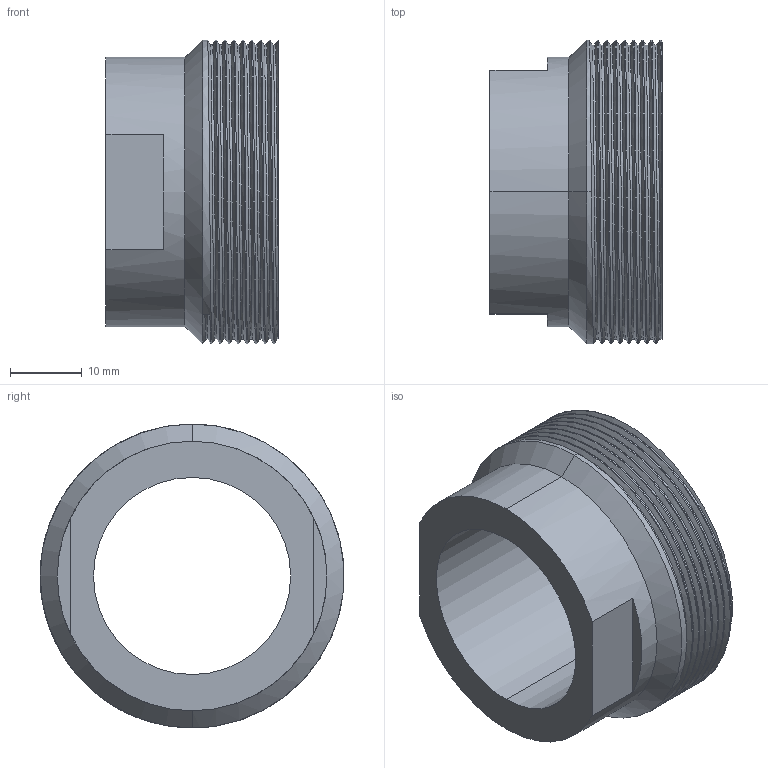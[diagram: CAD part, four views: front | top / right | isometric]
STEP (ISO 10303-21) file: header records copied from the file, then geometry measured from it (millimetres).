
FILE_DESCRIPTION (( 'STEP AP203' ), '1' );
FILE_NAME ('3D_R9366_20_17112320.STEP', '2024-08-20T07:20:19', ( '' ), ( '' ), 'SwSTEP 2.0', 'SolidWorks 2024', '' );
FILE_SCHEMA (( 'CONFIG_CONTROL_DESIGN' ));
Length unit declared in the file: millimetre
Products named in the file (1): 3D_R9366_20_17112320
Bounding box: 24 x 42.37 x 42.4 mm (x, y, z)
Volume: 15114.3 mm3; surface area: 7281.5 mm2
Topology: 1 solids, 1 shells, 34 faces, 92 edges, 60 vertices
Faces by surface type: cylinder 22, plane 7, bspline 3, cone 2
Entity records: 2756 total; most frequent: CARTESIAN_POINT 1943, ORIENTED_EDGE 184, DIRECTION 127, EDGE_CURVE 92, VERTEX_POINT 60, AXIS2_PLACEMENT_3D 48, EDGE_LOOP 36, FACE_OUTER_BOUND 34
